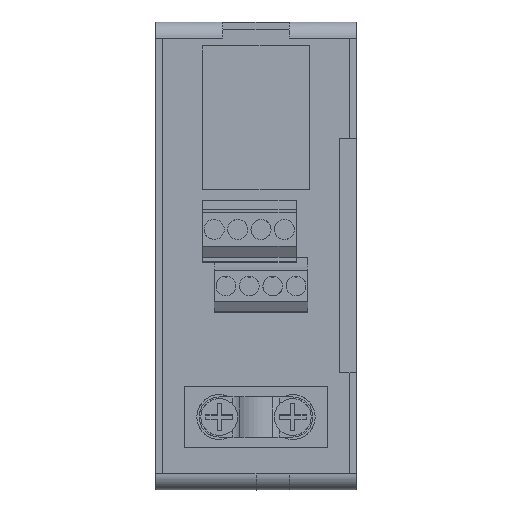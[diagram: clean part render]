
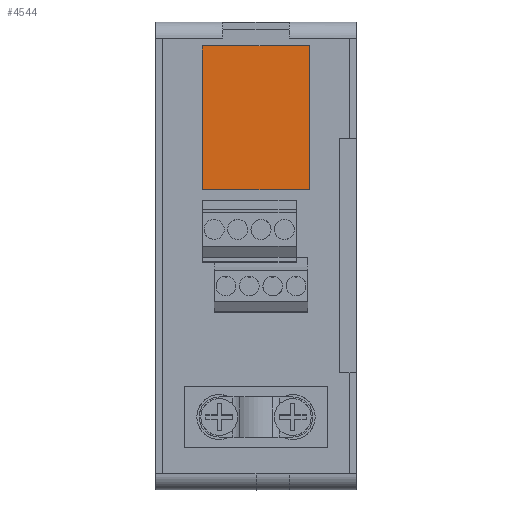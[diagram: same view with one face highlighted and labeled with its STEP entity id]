
A CAD part, top view. The second image highlights one B-rep face of the part: STEP entity #4544.
In plain terms, the highlighted planar face has unit normal (0, 0, 1).
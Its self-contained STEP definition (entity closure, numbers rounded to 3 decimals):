
#4508=AXIS2_PLACEMENT_3D('Plane Axis2P3D',#4505,#4506,#4507) ;
#4505=CARTESIAN_POINT('Axis2P3D Location',(7.195,66.39,39.15)) ;
#4510=CARTESIAN_POINT('Line Origine',(14.995,66.39,39.15)) ;
#4514=CARTESIAN_POINT('Vertex',(6.995,66.39,39.15)) ;
#4516=CARTESIAN_POINT('Vertex',(22.995,66.39,39.15)) ;
#4519=CARTESIAN_POINT('Line Origine',(6.995,55.64,39.15)) ;
#4523=CARTESIAN_POINT('Vertex',(6.995,44.89,39.15)) ;
#4526=CARTESIAN_POINT('Line Origine',(14.995,44.89,39.15)) ;
#4530=CARTESIAN_POINT('Vertex',(22.995,44.89,39.15)) ;
#4533=CARTESIAN_POINT('Line Origine',(22.995,55.64,39.15)) ;
#4506=DIRECTION('Axis2P3D Direction',(0.,0.,-1.)) ;
#4507=DIRECTION('Axis2P3D XDirection',(-1.,0.,0.)) ;
#4511=DIRECTION('Vector Direction',(1.,0.,0.)) ;
#4520=DIRECTION('Vector Direction',(0.,1.,0.)) ;
#4527=DIRECTION('Vector Direction',(1.,0.,0.)) ;
#4534=DIRECTION('Vector Direction',(0.,1.,0.)) ;
#4512=VECTOR('Line Direction',#4511,1.) ;
#4521=VECTOR('Line Direction',#4520,1.) ;
#4528=VECTOR('Line Direction',#4527,1.) ;
#4535=VECTOR('Line Direction',#4534,1.) ;
#4539=ORIENTED_EDGE('',*,*,#4518,.F.) ;
#4540=ORIENTED_EDGE('',*,*,#4525,.F.) ;
#4541=ORIENTED_EDGE('',*,*,#4532,.T.) ;
#4542=ORIENTED_EDGE('',*,*,#4537,.T.) ;
#4544=ADVANCED_FACE('NONE',(#4543),#4509,.F.) ;
#4518=EDGE_CURVE('',#4515,#4517,#4513,.T.) ;
#4525=EDGE_CURVE('',#4524,#4515,#4522,.T.) ;
#4532=EDGE_CURVE('',#4524,#4531,#4529,.T.) ;
#4537=EDGE_CURVE('',#4531,#4517,#4536,.T.) ;
#4538=EDGE_LOOP('',(#4539,#4540,#4541,#4542)) ;
#4543=FACE_OUTER_BOUND('',#4538,.T.) ;
#4513=LINE('Line',#4510,#4512) ;
#4522=LINE('Line',#4519,#4521) ;
#4529=LINE('Line',#4526,#4528) ;
#4536=LINE('Line',#4533,#4535) ;
#4509=PLANE('',#4508) ;
#4515=VERTEX_POINT('',#4514) ;
#4517=VERTEX_POINT('',#4516) ;
#4524=VERTEX_POINT('',#4523) ;
#4531=VERTEX_POINT('',#4530) ;
